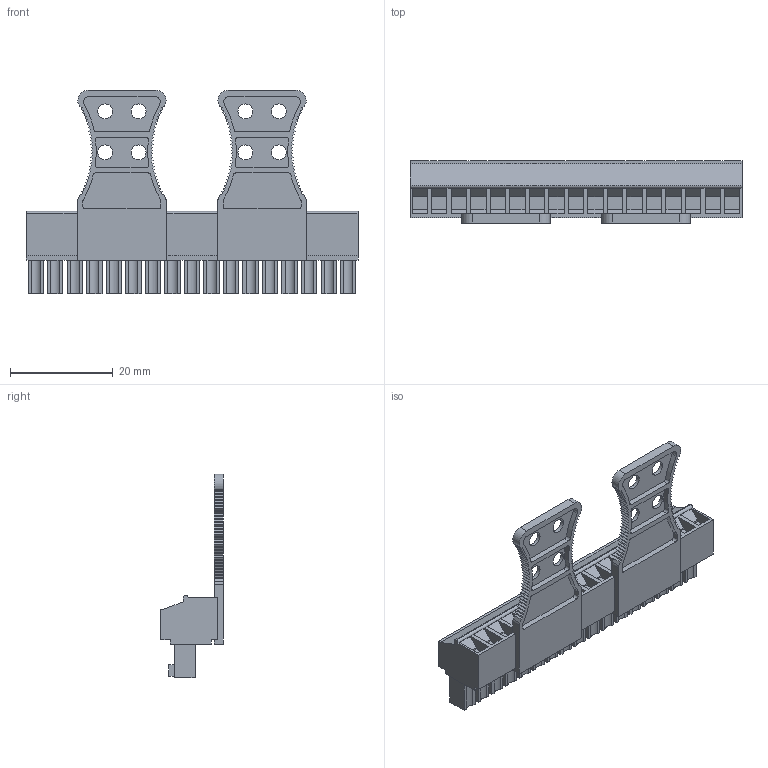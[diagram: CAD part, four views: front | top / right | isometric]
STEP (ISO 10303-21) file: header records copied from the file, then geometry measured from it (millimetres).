
FILE_DESCRIPTION(('CATIA V5 STEP Exchange','CAx-IF Rec.Pracs.--- Model Styling and Organization---1.2---2011-12-15'),'2;1');
FILE_NAME ('D1450062_0_1236420000_1236420000.stp','2018-09-19T11:59:21+00:00',('none'),('Weidmueller'),'CATIA Version 5-6 Release 2014','CATIA V5 STEP AP214','none');
FILE_SCHEMA(('AUTOMOTIVE_DESIGN { 1 0 10303 214 1 1 1 1 }'));
Length unit declared in the file: millimetre
Products named in the file (1): 1236420000
Bounding box: 64.77 x 12.2 x 39.75 mm (x, y, z)
Volume: 7288.2 mm3; surface area: 8087.7 mm2
Topology: 3 solids, 3 shells, 848 faces, 2300 edges, 1532 vertices
Faces by surface type: plane 672, cylinder 142, cone 34
Entity records: 24461 total; most frequent: ORIENTED_EDGE 4600, CARTESIAN_POINT 4339, DIRECTION 3312, EDGE_CURVE 2300, VECTOR 1948, LINE 1948, VERTEX_POINT 1532, EDGE_LOOP 938
